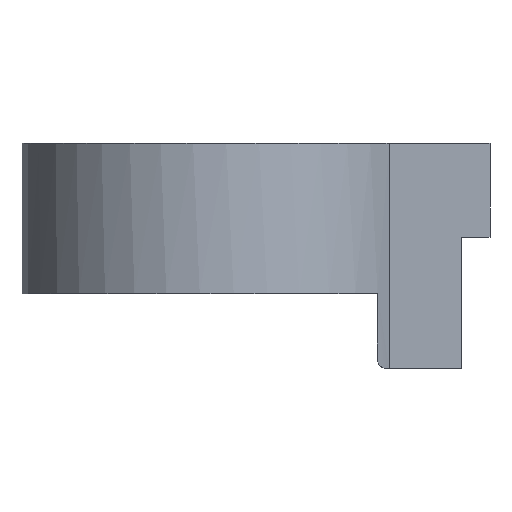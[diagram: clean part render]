
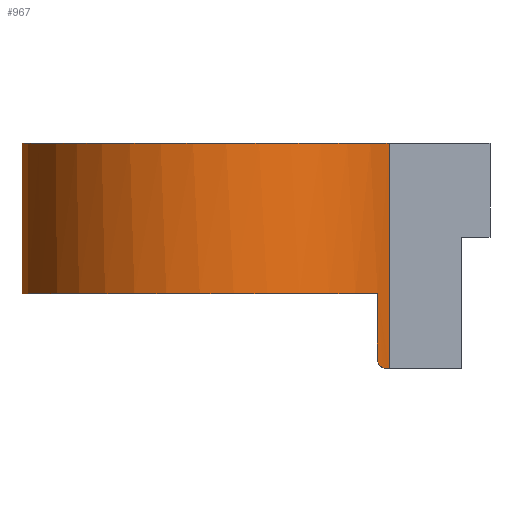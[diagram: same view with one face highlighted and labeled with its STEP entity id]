
A CAD part, front view. The second image highlights one B-rep face of the part: STEP entity #967.
In plain terms, the highlighted cylindrical face has radius 10.5 mm (diameter 21 mm), a partial arc.
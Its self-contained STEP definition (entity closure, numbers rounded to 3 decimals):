
#40 = VERTEX_POINT('',#41);
#41 = CARTESIAN_POINT('',(-10.452,-1.,12.));
#49 = EDGE_CURVE('',#40,#50,#52,.T.);
#50 = VERTEX_POINT('',#51);
#51 = CARTESIAN_POINT('',(9.122,-5.2,12.));
#52 = CIRCLE('',#53,10.5);
#53 = AXIS2_PLACEMENT_3D('',#54,#55,#56);
#54 = CARTESIAN_POINT('',(0.,0.,12.));
#55 = DIRECTION('',(0.,0.,1.));
#56 = DIRECTION('',(1.,0.,-0.));
#859 = EDGE_CURVE('',#860,#50,#862,.T.);
#860 = VERTEX_POINT('',#861);
#861 = CARTESIAN_POINT('',(9.122,-5.2,0.));
#862 = LINE('',#863,#864);
#863 = CARTESIAN_POINT('',(9.122,-5.2,6.));
#864 = VECTOR('',#865,1.);
#865 = DIRECTION('',(0.,0.,1.));
#949 = VERTEX_POINT('',#950);
#950 = CARTESIAN_POINT('',(-10.452,-1.,4.));
#956 = EDGE_CURVE('',#949,#40,#957,.T.);
#957 = LINE('',#958,#959);
#958 = CARTESIAN_POINT('',(-10.452,-1.,8.));
#959 = VECTOR('',#960,1.);
#960 = DIRECTION('',(0.,0.,1.));
#967 = ADVANCED_FACE('',(#968),#1014,.T.);
#968 = FACE_BOUND('',#969,.T.);
#969 = EDGE_LOOP('',(#970,#979,#980,#981,#982,#991,#999));
#970 = ORIENTED_EDGE('',*,*,#971,.F.);
#971 = EDGE_CURVE('',#860,#972,#974,.T.);
#972 = VERTEX_POINT('',#973);
#973 = CARTESIAN_POINT('',(9.,-5.408,0.));
#974 = CIRCLE('',#975,10.5);
#975 = AXIS2_PLACEMENT_3D('',#976,#977,#978);
#976 = CARTESIAN_POINT('',(0.,0.,0.));
#977 = DIRECTION('',(0.,0.,-1.));
#978 = DIRECTION('',(-1.,0.,-0.));
#979 = ORIENTED_EDGE('',*,*,#859,.T.);
#980 = ORIENTED_EDGE('',*,*,#49,.F.);
#981 = ORIENTED_EDGE('',*,*,#956,.F.);
#982 = ORIENTED_EDGE('',*,*,#983,.F.);
#983 = EDGE_CURVE('',#984,#949,#986,.T.);
#984 = VERTEX_POINT('',#985);
#985 = CARTESIAN_POINT('',(8.5,-6.164,4.));
#986 = CIRCLE('',#987,10.5);
#987 = AXIS2_PLACEMENT_3D('',#988,#989,#990);
#988 = CARTESIAN_POINT('',(0.,0.,4.));
#989 = DIRECTION('',(0.,0.,-1.));
#990 = DIRECTION('',(-1.,0.,-0.));
#991 = ORIENTED_EDGE('',*,*,#992,.T.);
#992 = EDGE_CURVE('',#984,#993,#995,.T.);
#993 = VERTEX_POINT('',#994);
#994 = CARTESIAN_POINT('',(8.5,-6.164,0.5));
#995 = LINE('',#996,#997);
#996 = CARTESIAN_POINT('',(8.5,-6.164,6.61));
#997 = VECTOR('',#998,1.);
#998 = DIRECTION('',(0.,0.,-1.));
#999 = ORIENTED_EDGE('',*,*,#1000,.F.);
#1000 = EDGE_CURVE('',#972,#993,#1001,.T.);
#1001 = B_SPLINE_CURVE_WITH_KNOTS('',5,(#1002,#1003,#1004,#1005,#1006,
    #1007,#1008,#1009,#1010,#1011,#1012,#1013),.UNSPECIFIED.,.F.,.F.,(6,
    3,3,6),(0.,0.624,1.141,1.601),
  .UNSPECIFIED.);
#1002 = CARTESIAN_POINT('',(9.,-5.408,0.));
#1003 = CARTESIAN_POINT('',(8.955,-5.484,
    0.));
#1004 = CARTESIAN_POINT('',(8.908,-5.559,
    0.005));
#1005 = CARTESIAN_POINT('',(8.862,-5.633,
    0.016));
#1006 = CARTESIAN_POINT('',(8.775,-5.767,
    0.047));
#1007 = CARTESIAN_POINT('',(8.691,-5.893,0.103)
  );
#1008 = CARTESIAN_POINT('',(8.653,-5.948,0.134)
  );
#1009 = CARTESIAN_POINT('',(8.585,-6.046,0.208)
  );
#1010 = CARTESIAN_POINT('',(8.532,-6.121,0.312)
  );
#1011 = CARTESIAN_POINT('',(8.511,-6.15,0.37)
  );
#1012 = CARTESIAN_POINT('',(8.5,-6.164,0.435));
#1013 = CARTESIAN_POINT('',(8.5,-6.164,0.5));
#1014 = CYLINDRICAL_SURFACE('',#1015,10.5);
#1015 = AXIS2_PLACEMENT_3D('',#1016,#1017,#1018);
#1016 = CARTESIAN_POINT('',(0.,0.,6.61));
#1017 = DIRECTION('',(0.,0.,-1.));
#1018 = DIRECTION('',(0.869,-0.495,0.));
